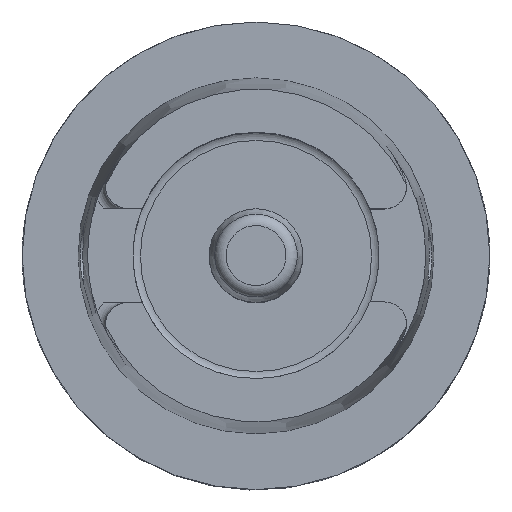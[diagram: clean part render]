
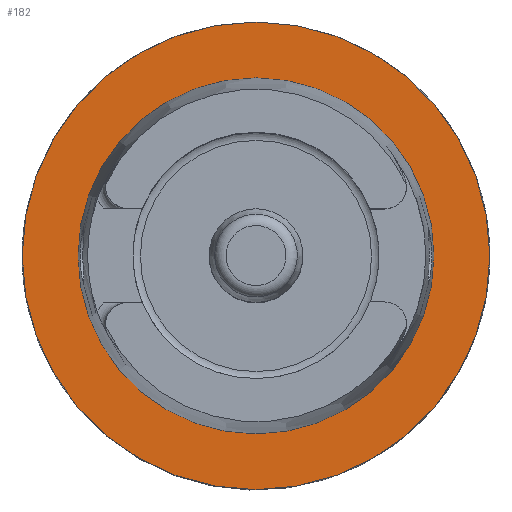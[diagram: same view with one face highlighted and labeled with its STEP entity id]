
A CAD part, top view. The second image highlights one B-rep face of the part: STEP entity #182.
In plain terms, the highlighted planar face has unit normal (0, 0, 1).
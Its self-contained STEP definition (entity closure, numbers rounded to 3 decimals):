
#59=PLANE('',#1467);
#182=ADVANCED_FACE('',(#255,#256),#59,.F.);
#255=FACE_BOUND('',#336,.T.);
#256=FACE_BOUND('',#337,.T.);
#336=EDGE_LOOP('',(#724));
#337=EDGE_LOOP('',(#725));
#434=CIRCLE('',#1398,19.975);
#461=CIRCLE('',#1466,15.204);
#724=ORIENTED_EDGE('',*,*,#1026,.F.);
#725=ORIENTED_EDGE('',*,*,#1125,.F.);
#892=VERTEX_POINT('',#1984);
#955=VERTEX_POINT('',#2247);
#1026=EDGE_CURVE('',#892,#892,#434,.T.);
#1125=EDGE_CURVE('',#955,#955,#461,.T.);
#1398=AXIS2_PLACEMENT_3D('',#1983,#1562,#1563);
#1466=AXIS2_PLACEMENT_3D('',#2246,#1758,#1759);
#1467=AXIS2_PLACEMENT_3D('',#2248,#1760,#1761);
#1562=DIRECTION('',(0.,0.,-1.));
#1563=DIRECTION('',(-1.,0.,0.));
#1758=DIRECTION('',(0.,0.,1.));
#1759=DIRECTION('',(-1.,0.,0.));
#1760=DIRECTION('',(0.,0.,-1.));
#1761=DIRECTION('',(-1.,0.,0.));
#1983=CARTESIAN_POINT('',(0.,0.,0.));
#1984=CARTESIAN_POINT('',(-19.975,0.,0.));
#2246=CARTESIAN_POINT('',(0.,0.,0.));
#2247=CARTESIAN_POINT('',(-15.204,0.,0.));
#2248=CARTESIAN_POINT('',(0.,-16.014,0.));
